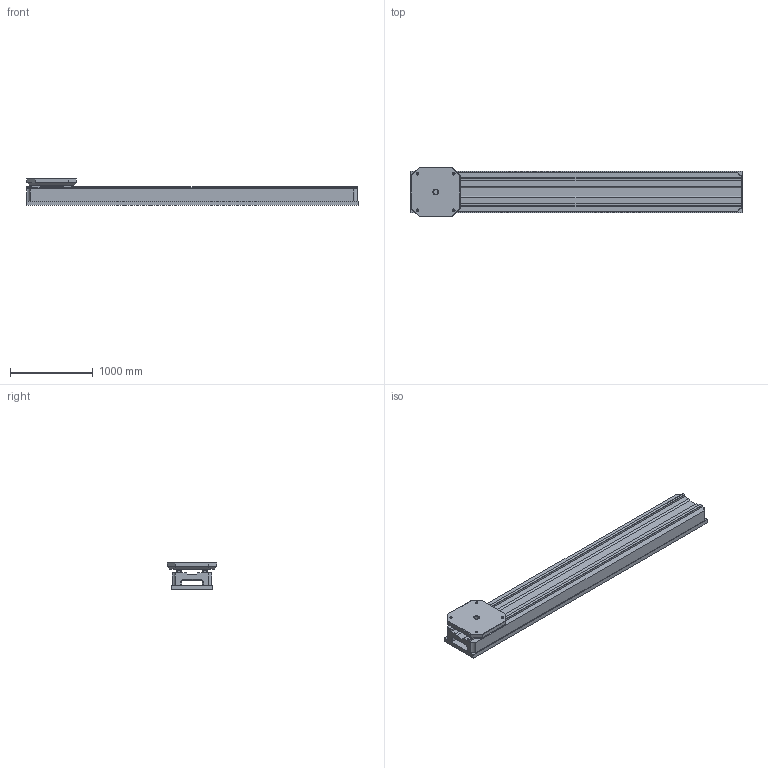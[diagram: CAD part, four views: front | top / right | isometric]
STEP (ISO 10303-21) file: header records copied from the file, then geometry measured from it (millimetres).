
FILE_DESCRIPTION (( 'STEP AP203' ), '1' );
FILE_NAME ('robot_rail.STEP', '2015-02-10T10:19:17', ( '' ), ( '' ), 'SwSTEP 2.0', 'SolidWorks 2014', '' );
FILE_SCHEMA (( 'CONFIG_CONTROL_DESIGN' ));
Length unit declared in the file: millimetre
Products named in the file (1): robot_rail
Bounding box: 4020 x 600 x 325 mm (x, y, z)
Volume: 352425105.8 mm3; surface area: 11941719.7 mm2
Topology: 9 solids, 9 shells, 162 faces, 382 edges, 238 vertices
Faces by surface type: plane 138, cylinder 14, cone 10
Entity records: 4605 total; most frequent: CARTESIAN_POINT 783, ORIENTED_EDGE 764, DIRECTION 746, EDGE_CURVE 382, LINE 344, VECTOR 344, VERTEX_POINT 238, AXIS2_PLACEMENT_3D 201
